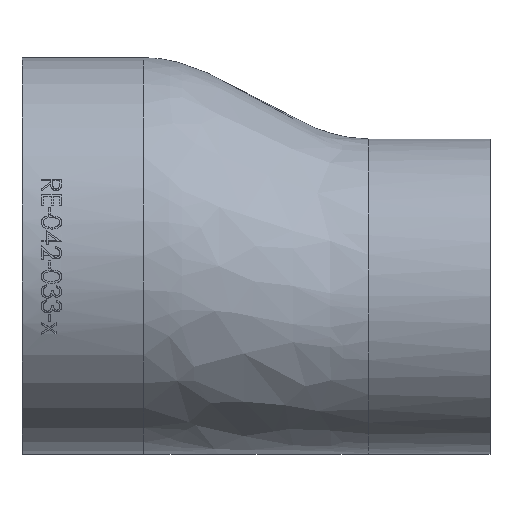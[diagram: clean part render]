
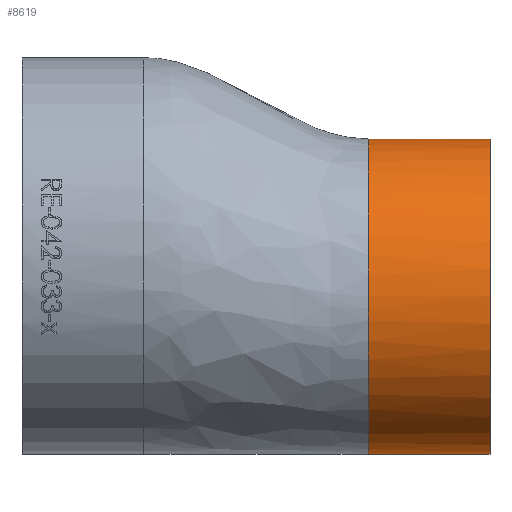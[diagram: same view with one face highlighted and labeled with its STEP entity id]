
A CAD part, top view. The second image highlights one B-rep face of the part: STEP entity #8619.
In plain terms, the highlighted cylindrical face has radius 16.85 mm (diameter 33.7 mm), a full revolution.
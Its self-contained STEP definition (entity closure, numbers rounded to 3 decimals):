
#339 = CARTESIAN_POINT ( 'NONE',  ( 37., 12.5, 0. ) ) ;
#748 = AXIS2_PLACEMENT_3D ( 'NONE', #2060, #5671, #15265 ) ;
#2060 = CARTESIAN_POINT ( 'NONE',  ( 24.827, -4.35, 0. ) ) ;
#2384 = CARTESIAN_POINT ( 'NONE',  ( 37., -13.65, 16.85 ) ) ;
#2549 = CARTESIAN_POINT ( 'NONE',  ( 37., 12.5, 0. ) ) ;
#3329 = FACE_OUTER_BOUND ( 'NONE', #6677, .T. ) ;
#3735 = CARTESIAN_POINT ( 'NONE',  ( 37., -21.2, 9.3 ) ) ;
#3893 = CARTESIAN_POINT ( 'NONE',  ( 37., 12.027, 4.054 ) ) ;
#4188 = ORIENTED_EDGE ( 'NONE', *, *, #10897, .F. ) ;
#4443 = FACE_OUTER_BOUND ( 'NONE', #5044, .T. ) ;
#4743 = AXIS2_PLACEMENT_3D ( 'NONE', #5923, #6864, #11964 ) ;
#5044 = EDGE_LOOP ( 'NONE', ( #4188 ) ) ;
#5194 = CARTESIAN_POINT ( 'NONE',  ( 37., 12.5, -0.465 ) ) ;
#5671 = DIRECTION ( 'NONE',  ( -1., 0., 0. ) ) ;
#5923 = CARTESIAN_POINT ( 'NONE',  ( 50., -4.35, 0. ) ) ;
#6127 = CARTESIAN_POINT ( 'NONE',  ( 37., 12.5, 0. ) ) ;
#6229 = CARTESIAN_POINT ( 'NONE',  ( 37., 12.462, 1.386 ) ) ;
#6677 = EDGE_LOOP ( 'NONE', ( #7638 ) ) ;
#6864 = DIRECTION ( 'NONE',  ( -1., 0., 0. ) ) ;
#7638 = ORIENTED_EDGE ( 'NONE', *, *, #8212, .T. ) ;
#7649 = B_SPLINE_CURVE_WITH_KNOTS ( 'NONE', 3,
 ( #339, #5194, #14734, #14653, #12028, #9751, #8674, #9906, #14570, #3735, #2384, #13393, #11012, #3893, #11168, #6229, #9986, #2549 ),
 .UNSPECIFIED., .T., .F.,
 ( 4, 1, 1, 1, 1, 2, 2, 2, 1, 1, 1, 1, 4 ),
 ( 0., 0.012, 0.025, 0.038, 0.05, 0.25, 0.5, 0.75, 0.95, 0.963, 0.975, 0.988, 1. ),
 .UNSPECIFIED. ) ;
#8212 = EDGE_CURVE ( 'NONE', #12247, #12247, #10530, .T. ) ;
#8619 = ADVANCED_FACE ( 'NONE', ( #3329, #4443 ), #13142, .T. ) ;
#8674 = CARTESIAN_POINT ( 'NONE',  ( 37., 3.09, -16.85 ) ) ;
#9726 = VERTEX_POINT ( 'NONE', #6127 ) ;
#9751 = CARTESIAN_POINT ( 'NONE',  ( 37., 9.805, -11.716 ) ) ;
#9906 = CARTESIAN_POINT ( 'NONE',  ( 37., -13.65, -16.85 ) ) ;
#9986 = CARTESIAN_POINT ( 'NONE',  ( 37., 12.5, 0.465 ) ) ;
#10530 = CIRCLE ( 'NONE', #4743, 16.85 ) ;
#10897 = EDGE_CURVE ( 'NONE', #9726, #9726, #7649, .T. ) ;
#11012 = CARTESIAN_POINT ( 'NONE',  ( 37., 9.805, 11.716 ) ) ;
#11168 = CARTESIAN_POINT ( 'NONE',  ( 37., 12.297, 2.737 ) ) ;
#11964 = DIRECTION ( 'NONE',  ( 0., 0., 1. ) ) ;
#12028 = CARTESIAN_POINT ( 'NONE',  ( 37., 12.027, -4.054 ) ) ;
#12092 = CARTESIAN_POINT ( 'NONE',  ( 50., -4.35, 16.85 ) ) ;
#12247 = VERTEX_POINT ( 'NONE', #12092 ) ;
#13142 = CYLINDRICAL_SURFACE ( 'NONE', #748, 16.85 ) ;
#13393 = CARTESIAN_POINT ( 'NONE',  ( 37., 3.09, 16.85 ) ) ;
#14570 = CARTESIAN_POINT ( 'NONE',  ( 37., -21.2, -9.3 ) ) ;
#14653 = CARTESIAN_POINT ( 'NONE',  ( 37., 12.297, -2.737 ) ) ;
#14734 = CARTESIAN_POINT ( 'NONE',  ( 37., 12.462, -1.386 ) ) ;
#15265 = DIRECTION ( 'NONE',  ( 0., 0., 1. ) ) ;
